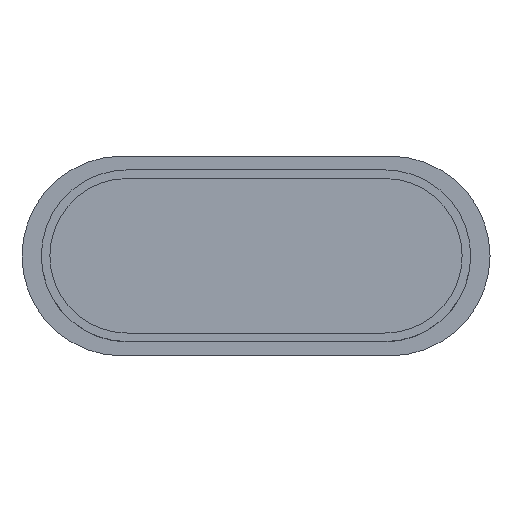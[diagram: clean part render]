
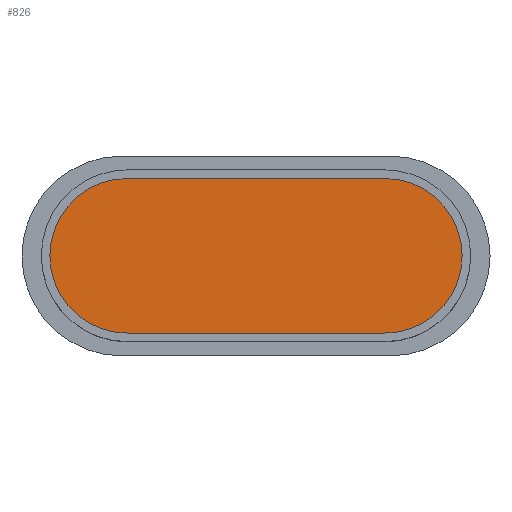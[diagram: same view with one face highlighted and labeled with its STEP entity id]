
A CAD part, top view. The second image highlights one B-rep face of the part: STEP entity #826.
In plain terms, the highlighted planar face has unit normal (0, 0, 1).
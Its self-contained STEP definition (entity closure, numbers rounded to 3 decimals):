
#770 = EDGE_CURVE('',#771,#773,#775,.T.);
#771 = VERTEX_POINT('',#772);
#772 = CARTESIAN_POINT('',(-3.05,-1.8,3.6));
#773 = VERTEX_POINT('',#774);
#774 = CARTESIAN_POINT('',(-4.85,0.,3.6));
#775 = CIRCLE('',#776,1.8);
#776 = AXIS2_PLACEMENT_3D('',#777,#778,#779);
#777 = CARTESIAN_POINT('',(-3.05,0.,3.6));
#778 = DIRECTION('',(0.,0.,-1.));
#779 = DIRECTION('',(0.,-1.,0.));
#781 = EDGE_CURVE('',#773,#782,#784,.T.);
#782 = VERTEX_POINT('',#783);
#783 = CARTESIAN_POINT('',(-3.05,1.8,3.6));
#784 = CIRCLE('',#785,1.8);
#785 = AXIS2_PLACEMENT_3D('',#786,#787,#788);
#786 = CARTESIAN_POINT('',(-3.05,0.,3.6));
#787 = DIRECTION('',(0.,0.,-1.));
#788 = DIRECTION('',(-1.,0.,0.));
#790 = EDGE_CURVE('',#782,#791,#793,.T.);
#791 = VERTEX_POINT('',#792);
#792 = CARTESIAN_POINT('',(2.95,1.8,3.6));
#793 = LINE('',#794,#795);
#794 = CARTESIAN_POINT('',(-3.05,1.8,3.6));
#795 = VECTOR('',#796,1.);
#796 = DIRECTION('',(1.,0.,0.));
#798 = EDGE_CURVE('',#791,#799,#801,.T.);
#799 = VERTEX_POINT('',#800);
#800 = CARTESIAN_POINT('',(4.75,0.,3.6));
#801 = CIRCLE('',#802,1.8);
#802 = AXIS2_PLACEMENT_3D('',#803,#804,#805);
#803 = CARTESIAN_POINT('',(2.95,0.,3.6));
#804 = DIRECTION('',(0.,0.,-1.));
#805 = DIRECTION('',(0.,1.,0.));
#807 = EDGE_CURVE('',#799,#808,#810,.T.);
#808 = VERTEX_POINT('',#809);
#809 = CARTESIAN_POINT('',(2.95,-1.8,3.6));
#810 = CIRCLE('',#811,1.8);
#811 = AXIS2_PLACEMENT_3D('',#812,#813,#814);
#812 = CARTESIAN_POINT('',(2.95,0.,3.6));
#813 = DIRECTION('',(0.,0.,-1.));
#814 = DIRECTION('',(1.,0.,0.));
#816 = EDGE_CURVE('',#808,#771,#817,.T.);
#817 = LINE('',#818,#819);
#818 = CARTESIAN_POINT('',(2.95,-1.8,3.6));
#819 = VECTOR('',#820,1.);
#820 = DIRECTION('',(-1.,0.,0.));
#826 = ADVANCED_FACE('',(#827),#835,.T.);
#827 = FACE_BOUND('',#828,.T.);
#828 = EDGE_LOOP('',(#829,#830,#831,#832,#833,#834));
#829 = ORIENTED_EDGE('',*,*,#790,.F.);
#830 = ORIENTED_EDGE('',*,*,#781,.F.);
#831 = ORIENTED_EDGE('',*,*,#770,.F.);
#832 = ORIENTED_EDGE('',*,*,#816,.F.);
#833 = ORIENTED_EDGE('',*,*,#807,.F.);
#834 = ORIENTED_EDGE('',*,*,#798,.F.);
#835 = PLANE('',#836);
#836 = AXIS2_PLACEMENT_3D('',#837,#838,#839);
#837 = CARTESIAN_POINT('',(-3.05,2.,3.6));
#838 = DIRECTION('',(0.,0.,1.));
#839 = DIRECTION('',(1.,0.,0.));
